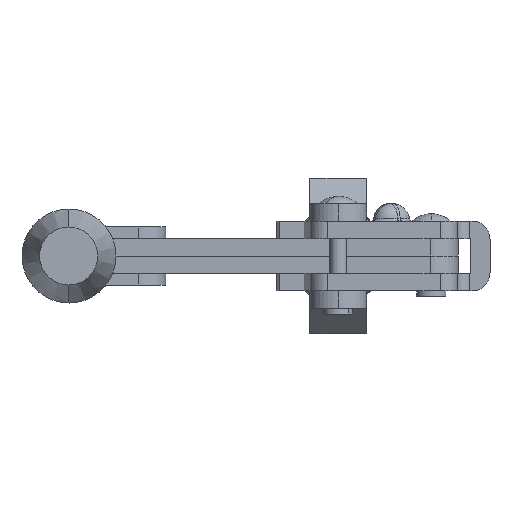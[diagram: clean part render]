
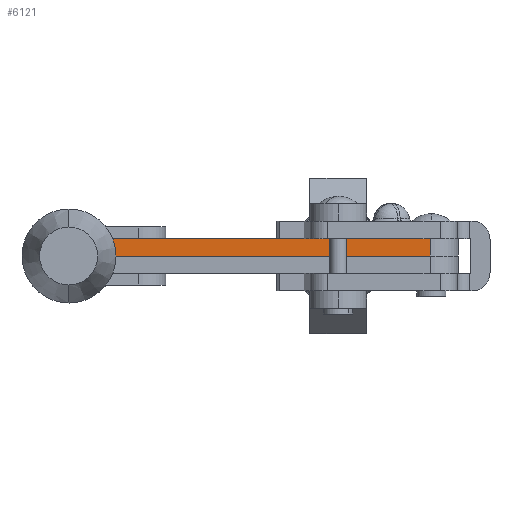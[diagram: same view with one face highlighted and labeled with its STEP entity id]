
A CAD part, front view. The second image highlights one B-rep face of the part: STEP entity #6121.
In plain terms, the highlighted planar face has unit normal (-0.006, -1, 0).
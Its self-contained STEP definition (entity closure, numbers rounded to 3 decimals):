
#372 = VERTEX_POINT ( 'NONE', #9747 ) ;
#451 = VECTOR ( 'NONE', #1585, 1000. ) ;
#748 = CARTESIAN_POINT ( 'NONE',  ( -3.943, 22.254, -4.216 ) ) ;
#845 = VERTEX_POINT ( 'NONE', #8078 ) ;
#1096 = VECTOR ( 'NONE', #4803, 1000. ) ;
#1451 = CARTESIAN_POINT ( 'NONE',  ( -3.943, 22.254, -1.216 ) ) ;
#1532 = CARTESIAN_POINT ( 'NONE',  ( -3.943, 22.254, 1.784 ) ) ;
#1571 = DIRECTION ( 'NONE',  ( 1., -0.006, 0. ) ) ;
#1585 = DIRECTION ( 'NONE',  ( 1., -0.006, 0. ) ) ;
#1889 = LINE ( 'NONE', #1532, #451 ) ;
#2496 = VECTOR ( 'NONE', #1571, 1000. ) ;
#3067 = CARTESIAN_POINT ( 'NONE',  ( -59.642, 22.589, 1.784 ) ) ;
#3416 = CARTESIAN_POINT ( 'NONE',  ( -3.943, 22.254, -4.216 ) ) ;
#3579 = EDGE_CURVE ( 'NONE', #845, #6413, #9803, .T. ) ;
#3917 = ORIENTED_EDGE ( 'NONE', *, *, #5581, .F. ) ;
#4061 = ORIENTED_EDGE ( 'NONE', *, *, #7388, .T. ) ;
#4169 = ORIENTED_EDGE ( 'NONE', *, *, #3579, .T. ) ;
#4685 = ORIENTED_EDGE ( 'NONE', *, *, #7883, .F. ) ;
#4803 = DIRECTION ( 'NONE',  ( 0., 0., 1. ) ) ;
#5581 = EDGE_CURVE ( 'NONE', #372, #5683, #11679, .T. ) ;
#5683 = VERTEX_POINT ( 'NONE', #3067 ) ;
#5824 = CARTESIAN_POINT ( 'NONE',  ( -59.642, 22.589, -1.216 ) ) ;
#5877 = DIRECTION ( 'NONE',  ( 0., 0., 1. ) ) ;
#6121 = ADVANCED_FACE ( 'NONE', ( #7042 ), #12856, .T. ) ;
#6413 = VERTEX_POINT ( 'NONE', #10691 ) ;
#7042 = FACE_OUTER_BOUND ( 'NONE', #9071, .T. ) ;
#7388 = EDGE_CURVE ( 'NONE', #372, #845, #10232, .T. ) ;
#7450 = AXIS2_PLACEMENT_3D ( 'NONE', #748, #12835, #12828 ) ;
#7883 = EDGE_CURVE ( 'NONE', #5683, #6413, #1889, .T. ) ;
#8078 = CARTESIAN_POINT ( 'NONE',  ( -3.943, 22.254, -1.216 ) ) ;
#9071 = EDGE_LOOP ( 'NONE', ( #3917, #4061, #4169, #4685 ) ) ;
#9322 = VECTOR ( 'NONE', #5877, 1000. ) ;
#9747 = CARTESIAN_POINT ( 'NONE',  ( -59.642, 22.589, -1.216 ) ) ;
#9803 = LINE ( 'NONE', #3416, #1096 ) ;
#10232 = LINE ( 'NONE', #1451, #2496 ) ;
#10691 = CARTESIAN_POINT ( 'NONE',  ( -3.943, 22.254, 1.784 ) ) ;
#11679 = LINE ( 'NONE', #5824, #9322 ) ;
#12828 = DIRECTION ( 'NONE',  ( 1., -0.006, 0. ) ) ;
#12835 = DIRECTION ( 'NONE',  ( -0.006, -1., 0. ) ) ;
#12856 = PLANE ( 'NONE',  #7450 ) ;
